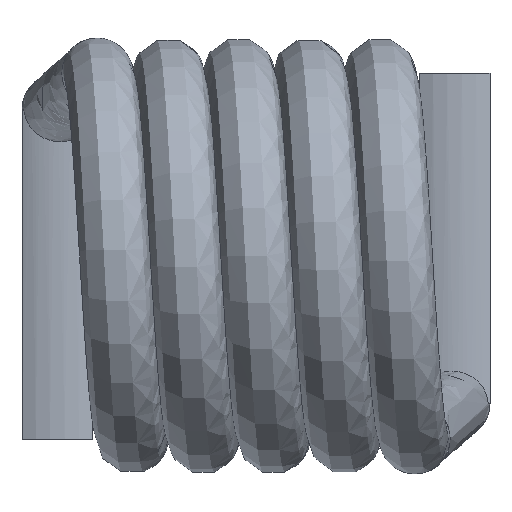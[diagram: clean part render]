
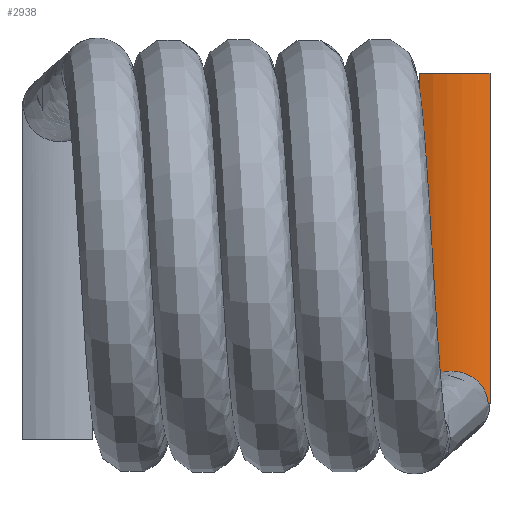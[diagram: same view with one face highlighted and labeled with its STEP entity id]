
A CAD part, top view. The second image highlights one B-rep face of the part: STEP entity #2938.
In plain terms, the highlighted cylindrical face has radius 1.354 mm (diameter 2.709 mm), a partial arc.
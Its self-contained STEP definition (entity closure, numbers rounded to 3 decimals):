
#2423 = VERTEX_POINT('',#2424);
#2424 = CARTESIAN_POINT('',(3.552,-2.255,0.714));
#2438 = EDGE_CURVE('',#2439,#2423,#2441,.T.);
#2439 = VERTEX_POINT('',#2440);
#2440 = CARTESIAN_POINT('',(2.5,-2.113,0.702));
#2441 = B_SPLINE_CURVE_WITH_KNOTS('',6,(#2442,#2443,#2444,#2445,#2446,
#2447,#2448,#2449,#2450,#2451,#2452,#2453,#2454,#2455,#2456,#2457,
#2458,#2459,#2460,#2461,#2462,#2463,#2464,#2465,#2466,#2467,#2468,
#2469,#2470,#2471,#2472,#2473,#2474,#2475,#2476,#2477,#2478,#2479,
#2480,#2481,#2482,#2483,#2484,#2485,#2486,#2487,#2488),
.UNSPECIFIED.,.F.,.F.,(7,5,5,5,5,5,5,5,5,7),(0.,0.069,
0.27,0.432,0.591,0.745,
0.933,0.968,0.984,1.),.UNSPECIFIED.);
#2442 = CARTESIAN_POINT('',(2.5,-2.113,0.702));
#2443 = CARTESIAN_POINT('',(2.505,-2.097,
0.704));
#2444 = CARTESIAN_POINT('',(2.51,-2.081,
0.706));
#2445 = CARTESIAN_POINT('',(2.516,-2.065,0.709
));
#2446 = CARTESIAN_POINT('',(2.523,-2.05,0.712)
);
#2447 = CARTESIAN_POINT('',(2.53,-2.035,
0.715));
#2448 = CARTESIAN_POINT('',(2.561,-1.978,
0.727));
#2449 = CARTESIAN_POINT('',(2.588,-1.938,0.737
));
#2450 = CARTESIAN_POINT('',(2.62,-1.902,
0.748));
#2451 = CARTESIAN_POINT('',(2.656,-1.869,
0.76));
#2452 = CARTESIAN_POINT('',(2.695,-1.841,
0.77));
#2453 = CARTESIAN_POINT('',(2.773,-1.799,0.788)
);
#2454 = CARTESIAN_POINT('',(2.809,-1.783,0.795
));
#2455 = CARTESIAN_POINT('',(2.848,-1.77,
0.802));
#2456 = CARTESIAN_POINT('',(2.887,-1.761,
0.807));
#2457 = CARTESIAN_POINT('',(2.928,-1.756,
0.81));
#2458 = CARTESIAN_POINT('',(3.01,-1.752,
0.815));
#2459 = CARTESIAN_POINT('',(3.051,-1.754,0.815
));
#2460 = CARTESIAN_POINT('',(3.091,-1.759,
0.814));
#2461 = CARTESIAN_POINT('',(3.132,-1.768,
0.812));
#2462 = CARTESIAN_POINT('',(3.171,-1.78,
0.809));
#2463 = CARTESIAN_POINT('',(3.245,-1.81,0.799
));
#2464 = CARTESIAN_POINT('',(3.281,-1.827,
0.794));
#2465 = CARTESIAN_POINT('',(3.314,-1.847,0.787
));
#2466 = CARTESIAN_POINT('',(3.346,-1.87,
0.78));
#2467 = CARTESIAN_POINT('',(3.375,-1.895,
0.772));
#2468 = CARTESIAN_POINT('',(3.435,-1.955,
0.756));
#2469 = CARTESIAN_POINT('',(3.465,-1.992,0.747)
);
#2470 = CARTESIAN_POINT('',(3.49,-2.031,
0.738));
#2471 = CARTESIAN_POINT('',(3.511,-2.072,
0.73));
#2472 = CARTESIAN_POINT('',(3.527,-2.115,
0.724));
#2473 = CARTESIAN_POINT('',(3.54,-2.167,
0.719));
#2474 = CARTESIAN_POINT('',(3.541,-2.175,
0.718));
#2475 = CARTESIAN_POINT('',(3.543,-2.184,
0.717));
#2476 = CARTESIAN_POINT('',(3.545,-2.192,
0.717));
#2477 = CARTESIAN_POINT('',(3.546,-2.2,
0.716));
#2478 = CARTESIAN_POINT('',(3.548,-2.212,
0.716));
#2479 = CARTESIAN_POINT('',(3.548,-2.216,
0.715));
#2480 = CARTESIAN_POINT('',(3.549,-2.22,0.715
));
#2481 = CARTESIAN_POINT('',(3.549,-2.224,
0.715));
#2482 = CARTESIAN_POINT('',(3.55,-2.228,
0.715));
#2483 = CARTESIAN_POINT('',(3.55,-2.235,0.714
));
#2484 = CARTESIAN_POINT('',(3.551,-2.239,
0.714));
#2485 = CARTESIAN_POINT('',(3.551,-2.243,0.714
));
#2486 = CARTESIAN_POINT('',(3.551,-2.247,
0.714));
#2487 = CARTESIAN_POINT('',(3.551,-2.251,
0.714));
#2488 = CARTESIAN_POINT('',(3.552,-2.255,0.714));
#2920 = VERTEX_POINT('',#2921);
#2921 = CARTESIAN_POINT('',(2.5,2.795,0.702));
#2927 = EDGE_CURVE('',#2439,#2920,#2928,.T.);
#2928 = LINE('',#2929,#2930);
#2929 = CARTESIAN_POINT('',(2.5,-2.255,0.702));
#2930 = VECTOR('',#2931,1.);
#2931 = DIRECTION('',(0.,1.,0.));
#2938 = ADVANCED_FACE('',(#2939),#2967,.T.);
#2939 = FACE_BOUND('',#2940,.F.);
#2940 = EDGE_LOOP('',(#2941,#2942,#2943,#2952,#2960));
#2941 = ORIENTED_EDGE('',*,*,#2438,.F.);
#2942 = ORIENTED_EDGE('',*,*,#2927,.T.);
#2943 = ORIENTED_EDGE('',*,*,#2944,.T.);
#2944 = EDGE_CURVE('',#2920,#2945,#2947,.T.);
#2945 = VERTEX_POINT('',#2946);
#2946 = CARTESIAN_POINT('',(3.58,2.795,0.702));
#2947 = CIRCLE('',#2948,1.354);
#2948 = AXIS2_PLACEMENT_3D('',#2949,#2950,#2951);
#2949 = CARTESIAN_POINT('',(3.04,2.795,-0.54));
#2950 = DIRECTION('',(0.,1.,0.));
#2951 = DIRECTION('',(-0.399,0.,0.917)
);
#2952 = ORIENTED_EDGE('',*,*,#2953,.F.);
#2953 = EDGE_CURVE('',#2954,#2945,#2956,.T.);
#2954 = VERTEX_POINT('',#2955);
#2955 = CARTESIAN_POINT('',(3.58,-2.255,0.702));
#2956 = LINE('',#2957,#2958);
#2957 = CARTESIAN_POINT('',(3.58,-2.255,0.702));
#2958 = VECTOR('',#2959,1.);
#2959 = DIRECTION('',(0.,1.,0.));
#2960 = ORIENTED_EDGE('',*,*,#2961,.F.);
#2961 = EDGE_CURVE('',#2423,#2954,#2962,.T.);
#2962 = CIRCLE('',#2963,1.354);
#2963 = AXIS2_PLACEMENT_3D('',#2964,#2965,#2966);
#2964 = CARTESIAN_POINT('',(3.04,-2.255,-0.54));
#2965 = DIRECTION('',(0.,1.,0.));
#2966 = DIRECTION('',(-0.399,0.,0.917)
);
#2967 = CYLINDRICAL_SURFACE('',#2968,1.354);
#2968 = AXIS2_PLACEMENT_3D('',#2969,#2970,#2971);
#2969 = CARTESIAN_POINT('',(3.04,-2.255,-0.54));
#2970 = DIRECTION('',(0.,-1.,0.));
#2971 = DIRECTION('',(-0.399,0.,0.917)
);
